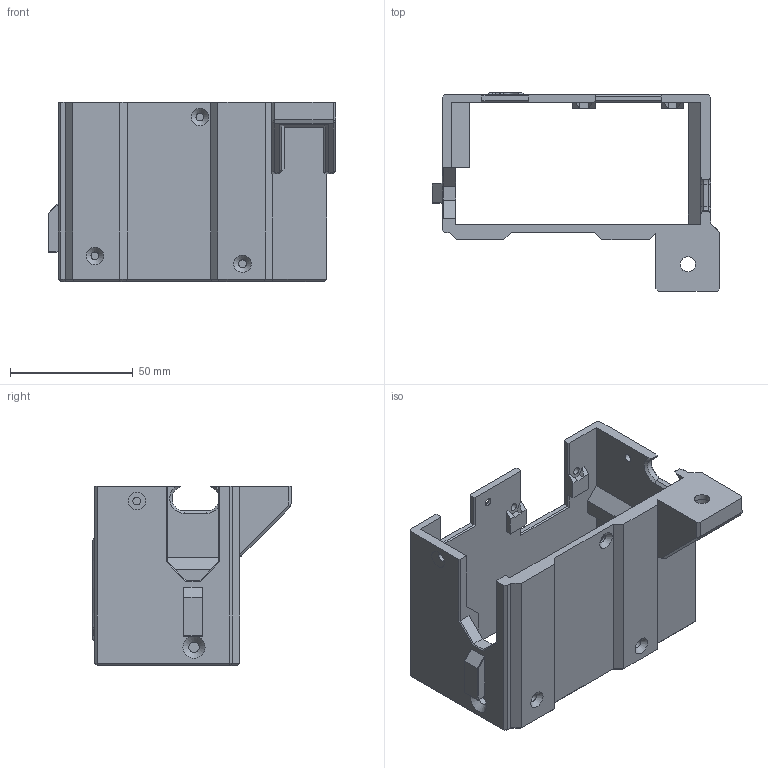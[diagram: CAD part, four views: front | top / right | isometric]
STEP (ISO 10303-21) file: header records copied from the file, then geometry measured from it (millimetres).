
FILE_DESCRIPTION(/* description */ (''),/* implementation_level */ '2;1');
FILE_NAME(/* name */ 'PSU-Cover-TwoHole.step',/* time_stamp */ '2019-11-30T12:46:47+01:00',/* author */ (''),/* organization */ (''),/* preprocessor_version */ 'ST-DEVELOPER v18',/* originating_system */ 'Autodesk Translation Framework v8.12.0.6',/* authorisation */ '');
FILE_SCHEMA (('AUTOMOTIVE_DESIGN { 1 0 10303 214 3 1 1 }'));
Length unit declared in the file: millimetre
Products named in the file (1): PSU-Cover (1) (1)
Bounding box: 117 x 80.85 x 73 mm (x, y, z)
Volume: 94193.9 mm3; surface area: 48971.1 mm2
Topology: 1 solids, 1 shells, 192 faces, 521 edges, 332 vertices
Faces by surface type: plane 148, cone 17, cylinder 16, bspline 11
Full cylindrical faces by diameter (mm): 3.1 x2, 3.2 x6, 4.2 x2, 6.2 x1, 10 x1
Entity records: 12591 total; most frequent: CARTESIAN_POINT 7766, ORIENTED_EDGE 1042, DIRECTION 894, EDGE_CURVE 521, LINE 420, VECTOR 420, VERTEX_POINT 332, AXIS2_PLACEMENT_3D 237
